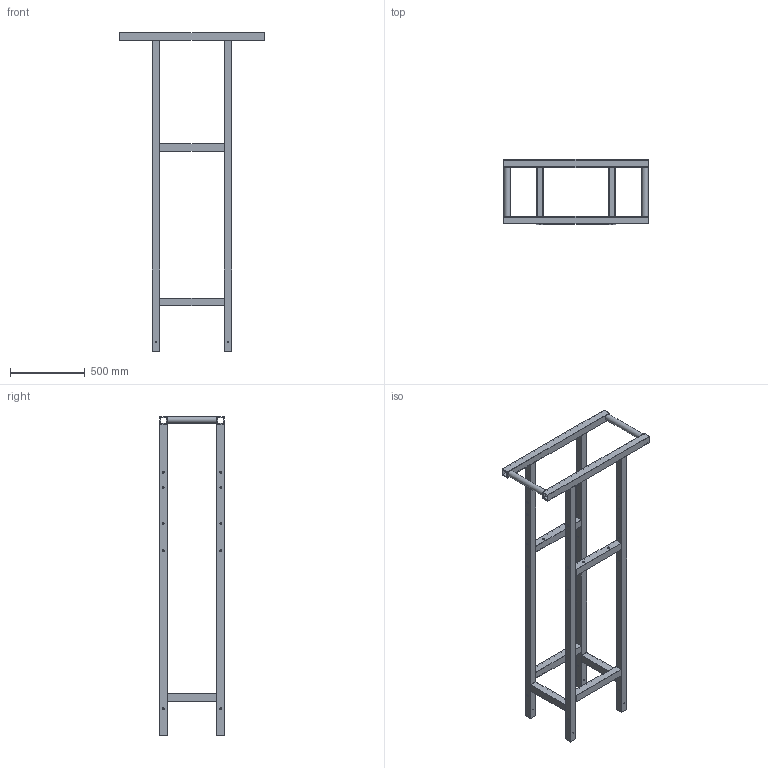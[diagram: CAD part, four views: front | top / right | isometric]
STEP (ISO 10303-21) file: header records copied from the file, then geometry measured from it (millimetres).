
FILE_DESCRIPTION(/* description */ (''),/* implementation_level */ '2;1');
FILE_NAME(/* name */ 'GE-18054.iam.stp',/* time_stamp */ '2018-01-01T11:23:14-08:00',/* author */ ('PhillipD'),/* organization */ (''),/* preprocessor_version */ 'ST-DEVELOPER v16.13',/* originating_system */ 'Autodesk Inventor 2018',/* authorisation */ '');
FILE_SCHEMA (('AUTOMOTIVE_DESIGN { 1 0 10303 214 3 1 1 }'));
Length unit declared in the file: inch
Products named in the file (8): GE-18054; GE-18054-1; GE-18054-7; GE-18054-3; GE-18054-6; GE-18054-5; GE-18054-4; GE-18054-2
Assembly tree (14 placements, depth 2):
  GE-18054
    GE-18054-1  x2
    GE-18054-7  x2
    GE-18054-3  x2
    GE-18054-6  x2
    GE-18054-5  x2
    GE-18054-4  x2
    GE-18054-2  x2
Bounding box: 965.2 x 431.8 x 2133.6 mm (x, y, z)
Volume: 14544301.3 mm3; surface area: 4689450.3 mm2
Topology: 14 solids, 14 shells, 204 faces, 516 edges, 340 vertices
Faces by surface type: plane 124, cylinder 60, cone 20
Full cylindrical faces by diameter (mm): 6.731 x8, 6.756 x40, 13.492 x8, 35.052 x2, 42.164 x2
Entity records: 3368 total; most frequent: DIRECTION 532, CARTESIAN_POINT 504, ORIENTED_EDGE 428, EDGE_CURVE 214, EDGE_LOOP 212, AXIS2_PLACEMENT_3D 194, VERTEX_POINT 166, LINE 144
